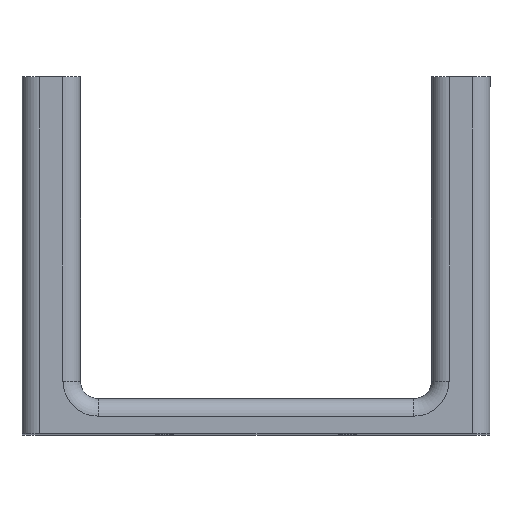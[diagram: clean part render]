
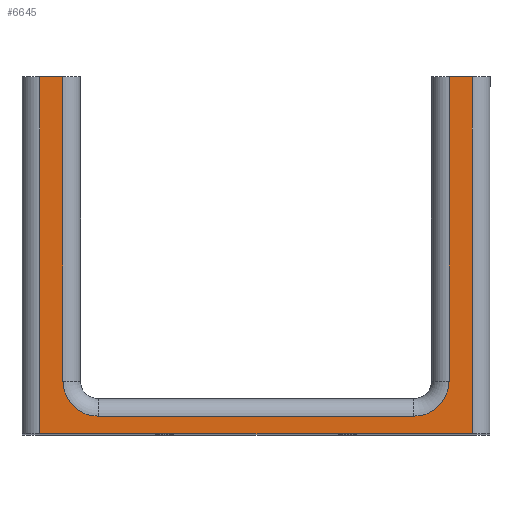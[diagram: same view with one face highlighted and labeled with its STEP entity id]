
A CAD part, top view. The second image highlights one B-rep face of the part: STEP entity #6645.
In plain terms, the highlighted planar face has unit normal (0, 0, 1).
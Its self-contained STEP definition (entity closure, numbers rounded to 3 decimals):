
#83 = VERTEX_POINT ( 'NONE', #2357 ) ;
#102 = DIRECTION ( 'NONE',  ( 0., -1., 0. ) ) ;
#130 = CARTESIAN_POINT ( 'NONE',  ( 0.893, 123.43, 131.993 ) ) ;
#170 = CARTESIAN_POINT ( 'NONE',  ( 7.893, 126.43, 131.993 ) ) ;
#225 = CARTESIAN_POINT ( 'NONE',  ( 73.893, 123.43, 131.993 ) ) ;
#232 = VERTEX_POINT ( 'NONE', #170 ) ;
#286 = CARTESIAN_POINT ( 'NONE',  ( 7.893, 178.43, 131.993 ) ) ;
#292 = VERTEX_POINT ( 'NONE', #286 ) ;
#379 = VERTEX_POINT ( 'NONE', #1159 ) ;
#519 = DIRECTION ( 'NONE',  ( 0., 1., 0. ) ) ;
#620 = VECTOR ( 'NONE', #102, 1000. ) ;
#676 = VERTEX_POINT ( 'NONE', #6612 ) ;
#737 = LINE ( 'NONE', #1017, #4392 ) ;
#749 = DIRECTION ( 'NONE',  ( 0., 0., -1. ) ) ;
#806 = CARTESIAN_POINT ( 'NONE',  ( 0.893, 178.43, 131.993 ) ) ;
#967 = EDGE_CURVE ( 'NONE', #1256, #83, #7325, .T. ) ;
#1017 = CARTESIAN_POINT ( 'NONE',  ( 77.893, 123.43, 131.993 ) ) ;
#1061 = CARTESIAN_POINT ( 'NONE',  ( 7.893, 123.43, 131.993 ) ) ;
#1159 = CARTESIAN_POINT ( 'NONE',  ( 73.893, 178.43, 131.993 ) ) ;
#1163 = LINE ( 'NONE', #3672, #5238 ) ;
#1256 = VERTEX_POINT ( 'NONE', #4796 ) ;
#1341 = DIRECTION ( 'NONE',  ( 1., 0., 0. ) ) ;
#1390 = EDGE_CURVE ( 'NONE', #379, #6813, #6860, .T. ) ;
#1809 = VECTOR ( 'NONE', #4447, 1000. ) ;
#1882 = VECTOR ( 'NONE', #5878, 1000. ) ;
#1962 = CARTESIAN_POINT ( 'NONE',  ( 0.893, 120.43, 131.993 ) ) ;
#2020 = CIRCLE ( 'NONE', #2546, 6. ) ;
#2357 = CARTESIAN_POINT ( 'NONE',  ( 3.893, 117.43, 131.993 ) ) ;
#2410 = VECTOR ( 'NONE', #3144, 1000. ) ;
#2546 = AXIS2_PLACEMENT_3D ( 'NONE', #6781, #5540, #7358 ) ;
#2620 = LINE ( 'NONE', #1962, #1882 ) ;
#2689 = ORIENTED_EDGE ( 'NONE', *, *, #6251, .F. ) ;
#2917 = ORIENTED_EDGE ( 'NONE', *, *, #7720, .T. ) ;
#3144 = DIRECTION ( 'NONE',  ( 1., 0., 0. ) ) ;
#3417 = VERTEX_POINT ( 'NONE', #4535 ) ;
#3441 = EDGE_CURVE ( 'NONE', #3417, #6813, #737, .T. ) ;
#3484 = CARTESIAN_POINT ( 'NONE',  ( 3.893, 123.43, 131.993 ) ) ;
#3672 = CARTESIAN_POINT ( 'NONE',  ( 0.893, 117.43, 131.993 ) ) ;
#3705 = EDGE_CURVE ( 'NONE', #6117, #4088, #2620, .T. ) ;
#3733 = ORIENTED_EDGE ( 'NONE', *, *, #3441, .T. ) ;
#3803 = CARTESIAN_POINT ( 'NONE',  ( 80.893, 178.43, 131.993 ) ) ;
#3838 = FACE_OUTER_BOUND ( 'NONE', #5285, .T. ) ;
#3882 = PLANE ( 'NONE',  #6155 ) ;
#3932 = LINE ( 'NONE', #225, #620 ) ;
#4011 = CARTESIAN_POINT ( 'NONE',  ( 13.893, 120.43, 131.993 ) ) ;
#4088 = VERTEX_POINT ( 'NONE', #4011 ) ;
#4136 = VECTOR ( 'NONE', #8030, 1000. ) ;
#4277 = CARTESIAN_POINT ( 'NONE',  ( 13.893, 126.43, 131.993 ) ) ;
#4380 = ORIENTED_EDGE ( 'NONE', *, *, #5903, .T. ) ;
#4392 = VECTOR ( 'NONE', #7254, 1000. ) ;
#4447 = DIRECTION ( 'NONE',  ( 0., 1., 0. ) ) ;
#4535 = CARTESIAN_POINT ( 'NONE',  ( 77.893, 117.43, 131.993 ) ) ;
#4572 = CARTESIAN_POINT ( 'NONE',  ( 67.893, 120.43, 131.993 ) ) ;
#4796 = CARTESIAN_POINT ( 'NONE',  ( 3.893, 178.43, 131.993 ) ) ;
#4885 = ORIENTED_EDGE ( 'NONE', *, *, #3705, .T. ) ;
#5123 = EDGE_CURVE ( 'NONE', #6117, #676, #2020, .T. ) ;
#5238 = VECTOR ( 'NONE', #6181, 1000. ) ;
#5275 = ORIENTED_EDGE ( 'NONE', *, *, #1390, .F. ) ;
#5285 = EDGE_LOOP ( 'NONE', ( #2917, #3733, #5275, #5989, #6894, #4885, #2689, #4380, #6055, #6933 ) ) ;
#5501 = VECTOR ( 'NONE', #1341, 1000. ) ;
#5540 = DIRECTION ( 'NONE',  ( 0., 0., 1. ) ) ;
#5671 = DIRECTION ( 'NONE',  ( 0., 0., 1. ) ) ;
#5715 = LINE ( 'NONE', #806, #5501 ) ;
#5878 = DIRECTION ( 'NONE',  ( -1., 0., 0. ) ) ;
#5903 = EDGE_CURVE ( 'NONE', #232, #292, #6712, .T. ) ;
#5980 = CARTESIAN_POINT ( 'NONE',  ( 77.893, 178.43, 131.993 ) ) ;
#5989 = ORIENTED_EDGE ( 'NONE', *, *, #6414, .T. ) ;
#6055 = ORIENTED_EDGE ( 'NONE', *, *, #7140, .F. ) ;
#6117 = VERTEX_POINT ( 'NONE', #4572 ) ;
#6155 = AXIS2_PLACEMENT_3D ( 'NONE', #130, #749, #6979 ) ;
#6181 = DIRECTION ( 'NONE',  ( 1., 0., 0. ) ) ;
#6251 = EDGE_CURVE ( 'NONE', #232, #4088, #6546, .T. ) ;
#6414 = EDGE_CURVE ( 'NONE', #379, #676, #3932, .T. ) ;
#6546 = CIRCLE ( 'NONE', #7084, 6. ) ;
#6612 = CARTESIAN_POINT ( 'NONE',  ( 73.893, 126.43, 131.993 ) ) ;
#6645 = ADVANCED_FACE ( 'NONE', ( #3838 ), #3882, .F. ) ;
#6712 = LINE ( 'NONE', #1061, #1809 ) ;
#6781 = CARTESIAN_POINT ( 'NONE',  ( 67.893, 126.43, 131.993 ) ) ;
#6813 = VERTEX_POINT ( 'NONE', #5980 ) ;
#6860 = LINE ( 'NONE', #3803, #2410 ) ;
#6894 = ORIENTED_EDGE ( 'NONE', *, *, #5123, .F. ) ;
#6933 = ORIENTED_EDGE ( 'NONE', *, *, #967, .T. ) ;
#6979 = DIRECTION ( 'NONE',  ( 0., 1., 0. ) ) ;
#7084 = AXIS2_PLACEMENT_3D ( 'NONE', #4277, #5671, #519 ) ;
#7140 = EDGE_CURVE ( 'NONE', #1256, #292, #5715, .T. ) ;
#7254 = DIRECTION ( 'NONE',  ( 0., 1., 0. ) ) ;
#7325 = LINE ( 'NONE', #3484, #4136 ) ;
#7358 = DIRECTION ( 'NONE',  ( 0., 1., 0. ) ) ;
#7720 = EDGE_CURVE ( 'NONE', #83, #3417, #1163, .T. ) ;
#8030 = DIRECTION ( 'NONE',  ( 0., -1., 0. ) ) ;
